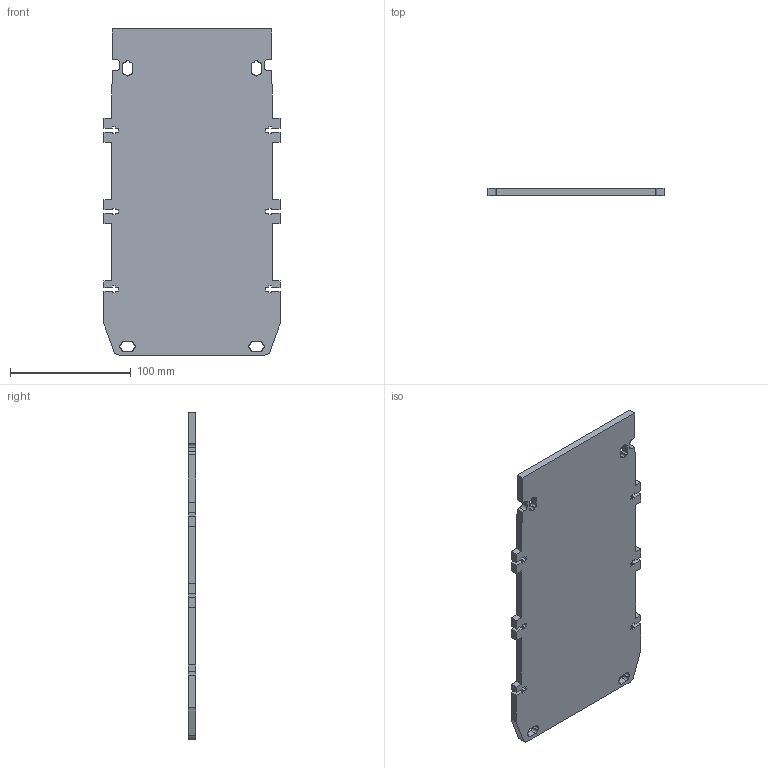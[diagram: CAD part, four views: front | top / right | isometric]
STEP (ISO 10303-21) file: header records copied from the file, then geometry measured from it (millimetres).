
FILE_DESCRIPTION (( 'STEP AP214' ), '1' );
FILE_NAME ('1104-A2P-A.STEP', '2013-05-15T14:49:49', ( '3DAssist' ), ( '' ), 'SwSTEP 2.0', 'SolidWorks 2013', '' );
FILE_SCHEMA (( 'AUTOMOTIVE_DESIGN' ));
Length unit declared in the file: millimetre
Products named in the file (1): 1104-A2P-A
Bounding box: 146 x 6 x 270.5 mm (x, y, z)
Volume: 218560.8 mm3; surface area: 80063.6 mm2
Topology: 1 solids, 1 shells, 162 faces, 480 edges, 320 vertices
Faces by surface type: plane 132, cylinder 30
Entity records: 5414 total; most frequent: CARTESIAN_POINT 963, ORIENTED_EDGE 960, DIRECTION 866, EDGE_CURVE 480, LINE 420, VECTOR 420, VERTEX_POINT 320, AXIS2_PLACEMENT_3D 223
